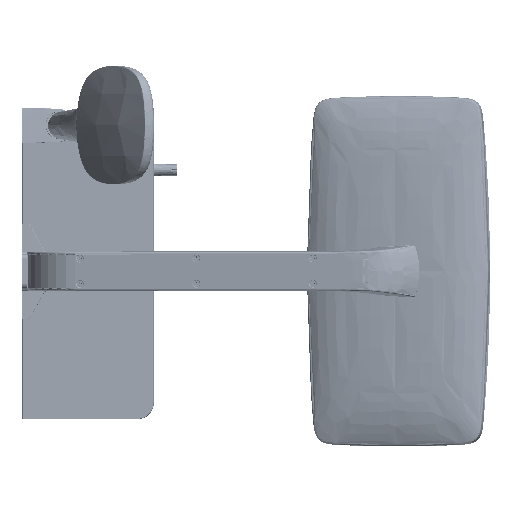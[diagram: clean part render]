
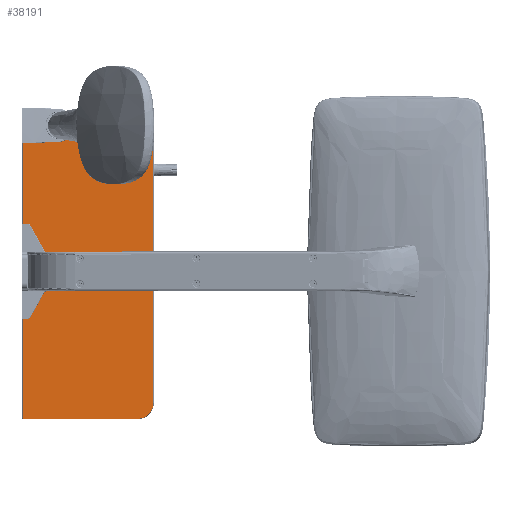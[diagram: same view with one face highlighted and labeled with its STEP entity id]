
A CAD part, top view. The second image highlights one B-rep face of the part: STEP entity #38191.
In plain terms, the highlighted planar face has unit normal (0, 0, 1).
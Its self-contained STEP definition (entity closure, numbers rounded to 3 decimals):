
#37361=CARTESIAN_POINT(' ',(131.8,-135.35,4.));
#37366=CARTESIAN_POINT(' ',(134.303,-135.35,4.));
#37371=CARTESIAN_POINT(' ',(136.791,-135.05,4.));
#37376=CARTESIAN_POINT(' ',(140.091,-133.985,4.));
#37381=CARTESIAN_POINT(' ',(141.032,-133.592,4.));
#37386=CARTESIAN_POINT(' ',(142.783,-132.663,4.));
#37391=CARTESIAN_POINT(' ',(143.601,-132.125,4.));
#37396=CARTESIAN_POINT(' ',(145.268,-130.774,4.));
#37401=CARTESIAN_POINT(' ',(146.087,-129.926,4.));
#37406=CARTESIAN_POINT(' ',(148.169,-127.192,4.));
#37411=CARTESIAN_POINT(' ',(149.11,-125.081,4.));
#37416=CARTESIAN_POINT(' ',(150.151,-120.862,4.));
#37421=CARTESIAN_POINT(' ',(150.35,-118.833,4.));
#37426=CARTESIAN_POINT(' ',(150.35,-116.8,4.));
#37431=B_SPLINE_CURVE_WITH_KNOTS('',3,(#37361,#37366,#37371,#37376,#37381,#37386,#37391,#37396,#37401,#37406,#37411,#37416,#37421,#37426),.UNSPECIFIED.,.F.,.U.,(4,2,2,2,2,2,4),(0.,0.239,0.339,0.439,0.559,0.798,1.),.UNSPECIFIED.);
#37436=CARTESIAN_POINT(' ',(131.8,-135.35,4.));
#37437=VERTEX_POINT(' ',#37436);
#37441=CARTESIAN_POINT(' ',(150.35,-116.8,4.));
#37442=VERTEX_POINT(' ',#37441);
#37446=EDGE_CURVE(' ',#37437,#37442,#37431,.T.);
#37636=DIRECTION(' ',(0.,0.,1.));
#37641=CARTESIAN_POINT(' ',(-150.35,-135.35,4.));
#37646=DIRECTION(' ',(1.,0.,0.));
#37651=AXIS2_PLACEMENT_3D(' ',#37641,#37636,#37646);
#37656=PLANE('',#37651);
#37661=CARTESIAN_POINT(' ',(-17.,-1.,4.));
#37666=DIRECTION(' ',(-1.,0.,0.));
#37671=VECTOR(' ',#37666,1.);
#37676=LINE('',#37661,#37671);
#37681=CARTESIAN_POINT(' ',(-17.,-1.,4.));
#37682=VERTEX_POINT(' ',#37681);
#37686=CARTESIAN_POINT(' ',(-149.35,-1.,4.));
#37687=VERTEX_POINT(' ',#37686);
#37691=EDGE_CURVE(' ',#37682,#37687,#37676,.T.);
#37696=ORIENTED_EDGE(' ',*,*,#37691,.T.);
#37701=CARTESIAN_POINT(' ',(-149.35,-2.,4.));
#37706=DIRECTION(' ',(0.,0.,1.));
#37711=DIRECTION(' ',(0.,1.,0.));
#37716=AXIS2_PLACEMENT_3D(' ',#37701,#37706,#37711);
#37721=CIRCLE('',#37716,1.);
#37726=CARTESIAN_POINT(' ',(-150.35,-2.,4.));
#37727=VERTEX_POINT(' ',#37726);
#37731=EDGE_CURVE(' ',#37687,#37727,#37721,.T.);
#37736=ORIENTED_EDGE(' ',*,*,#37731,.T.);
#37741=CARTESIAN_POINT(' ',(-150.35,-2.,4.));
#37746=DIRECTION(' ',(0.,-1.,0.));
#37751=VECTOR(' ',#37746,1.);
#37756=LINE('',#37741,#37751);
#37761=CARTESIAN_POINT(' ',(-150.35,-116.8,4.));
#37762=VERTEX_POINT(' ',#37761);
#37766=EDGE_CURVE(' ',#37727,#37762,#37756,.T.);
#37771=ORIENTED_EDGE(' ',*,*,#37766,.T.);
#37776=CARTESIAN_POINT(' ',(-150.35,-116.8,4.));
#37781=CARTESIAN_POINT(' ',(-150.35,-120.308,4.));
#37786=CARTESIAN_POINT(' ',(-149.758,-123.774,4.));
#37791=CARTESIAN_POINT(' ',(-147.531,-128.054,4.));
#37796=CARTESIAN_POINT(' ',(-146.71,-129.216,4.));
#37801=CARTESIAN_POINT(' ',(-144.785,-131.241,4.));
#37806=CARTESIAN_POINT(' ',(-143.659,-132.124,4.));
#37811=CARTESIAN_POINT(' ',(-140.666,-133.861,4.));
#37816=CARTESIAN_POINT(' ',(-138.697,-134.536,4.));
#37821=CARTESIAN_POINT(' ',(-135.067,-135.222,4.));
#37826=CARTESIAN_POINT(' ',(-133.437,-135.35,4.));
#37831=CARTESIAN_POINT(' ',(-131.8,-135.35,4.));
#37836=B_SPLINE_CURVE_WITH_KNOTS('',3,(#37776,#37781,#37786,#37791,#37796,#37801,#37806,#37811,#37816,#37821,#37826,#37831),.UNSPECIFIED.,.F.,.U.,(4,2,2,2,2,4),(0.,0.344,0.488,0.632,0.839,1.),.UNSPECIFIED.);
#37841=CARTESIAN_POINT(' ',(-131.8,-135.35,4.));
#37842=VERTEX_POINT(' ',#37841);
#37846=EDGE_CURVE(' ',#37762,#37842,#37836,.T.);
#37851=ORIENTED_EDGE(' ',*,*,#37846,.T.);
#37856=CARTESIAN_POINT(' ',(-131.8,-135.35,4.));
#37861=DIRECTION(' ',(1.,0.,0.));
#37866=VECTOR(' ',#37861,1.);
#37871=LINE('',#37856,#37866);
#37876=EDGE_CURVE(' ',#37842,#37437,#37871,.T.);
#37881=ORIENTED_EDGE(' ',*,*,#37876,.T.);
#37886=ORIENTED_EDGE(' ',*,*,#37446,.T.);
#37891=CARTESIAN_POINT(' ',(150.35,-116.8,4.));
#37896=DIRECTION(' ',(0.,1.,0.));
#37901=VECTOR(' ',#37896,1.);
#37906=LINE('',#37891,#37901);
#37911=CARTESIAN_POINT(' ',(150.35,-2.,4.));
#37912=VERTEX_POINT(' ',#37911);
#37916=EDGE_CURVE(' ',#37442,#37912,#37906,.T.);
#37921=ORIENTED_EDGE(' ',*,*,#37916,.T.);
#37926=CARTESIAN_POINT(' ',(149.35,-2.,4.));
#37931=DIRECTION(' ',(0.,0.,1.));
#37936=DIRECTION(' ',(1.,0.,0.));
#37941=AXIS2_PLACEMENT_3D(' ',#37926,#37931,#37936);
#37946=CIRCLE('',#37941,1.);
#37951=CARTESIAN_POINT(' ',(149.35,-1.,4.));
#37952=VERTEX_POINT(' ',#37951);
#37956=EDGE_CURVE(' ',#37912,#37952,#37946,.T.);
#37961=ORIENTED_EDGE(' ',*,*,#37956,.T.);
#37966=CARTESIAN_POINT(' ',(149.35,-1.,4.));
#37971=DIRECTION(' ',(-1.,0.,0.));
#37976=VECTOR(' ',#37971,1.);
#37981=LINE('',#37966,#37976);
#37986=CARTESIAN_POINT(' ',(17.,-1.,4.));
#37987=VERTEX_POINT(' ',#37986);
#37991=EDGE_CURVE(' ',#37952,#37987,#37981,.T.);
#37996=ORIENTED_EDGE(' ',*,*,#37991,.T.);
#38001=CARTESIAN_POINT(' ',(17.,-13.,4.));
#38006=DIRECTION(' ',(0.,1.,0.));
#38011=VECTOR(' ',#38006,1.);
#38016=LINE('',#38001,#38011);
#38021=CARTESIAN_POINT(' ',(17.,-13.,4.));
#38022=VERTEX_POINT(' ',#38021);
#38026=EDGE_CURVE(' ',#38022,#37987,#38016,.T.);
#38031=ORIENTED_EDGE(' ',*,*,#38026,.F.);
#38036=CARTESIAN_POINT(' ',(7.,-13.,4.));
#38041=DIRECTION(' ',(0.,-0.,1.));
#38046=DIRECTION(' ',(0.,-1.,0.));
#38051=AXIS2_PLACEMENT_3D(' ',#38036,#38041,#38046);
#38056=CIRCLE('',#38051,10.);
#38061=CARTESIAN_POINT(' ',(7.,-23.,4.));
#38062=VERTEX_POINT(' ',#38061);
#38066=EDGE_CURVE(' ',#38062,#38022,#38056,.T.);
#38071=ORIENTED_EDGE(' ',*,*,#38066,.F.);
#38076=CARTESIAN_POINT(' ',(-7.,-23.,4.));
#38081=DIRECTION(' ',(1.,0.,0.));
#38086=VECTOR(' ',#38081,1.);
#38091=LINE('',#38076,#38086);
#38096=CARTESIAN_POINT(' ',(-7.,-23.,4.));
#38097=VERTEX_POINT(' ',#38096);
#38101=EDGE_CURVE(' ',#38097,#38062,#38091,.T.);
#38106=ORIENTED_EDGE(' ',*,*,#38101,.F.);
#38111=CARTESIAN_POINT(' ',(-7.,-13.,4.));
#38116=DIRECTION(' ',(-0.,-0.,1.));
#38121=DIRECTION(' ',(-1.,0.,0.));
#38126=AXIS2_PLACEMENT_3D(' ',#38111,#38116,#38121);
#38131=CIRCLE('',#38126,10.);
#38136=CARTESIAN_POINT(' ',(-17.,-13.,4.));
#38137=VERTEX_POINT(' ',#38136);
#38141=EDGE_CURVE(' ',#38137,#38097,#38131,.T.);
#38146=ORIENTED_EDGE(' ',*,*,#38141,.F.);
#38151=CARTESIAN_POINT(' ',(-17.,-1.,4.));
#38156=DIRECTION(' ',(0.,-1.,0.));
#38161=VECTOR(' ',#38156,1.);
#38166=LINE('',#38151,#38161);
#38171=EDGE_CURVE(' ',#37682,#38137,#38166,.T.);
#38176=ORIENTED_EDGE(' ',*,*,#38171,.F.);
#38181=EDGE_LOOP(' ',(#37696,#37736,#37771,#37851,#37881,#37886,#37921,#37961,#37996,#38031,#38071,#38106,#38146,#38176));
#38186=FACE_OUTER_BOUND(' ',#38181,.T.);
#38191=ADVANCED_FACE('',(#38186),#37656,.T.);
